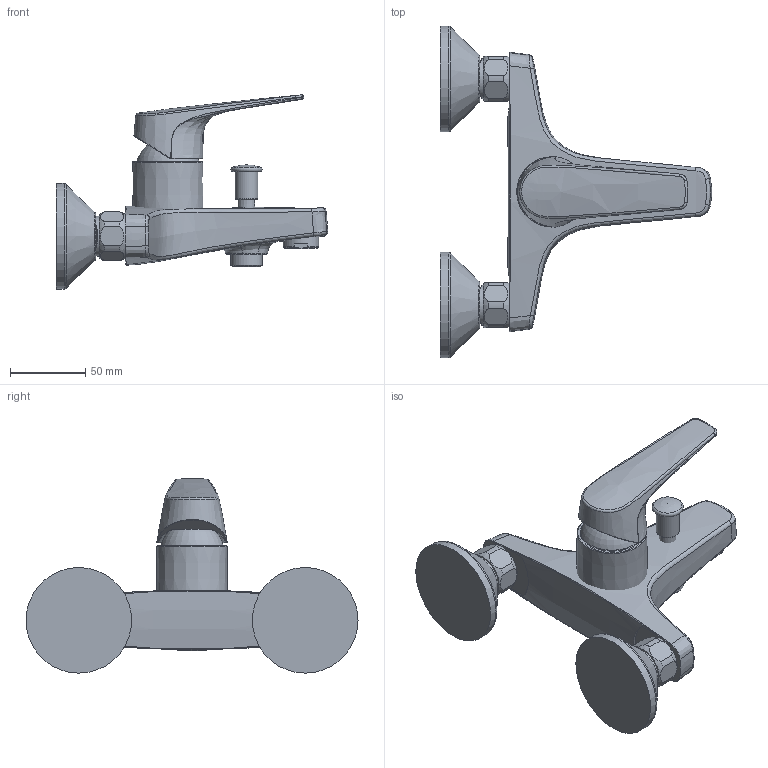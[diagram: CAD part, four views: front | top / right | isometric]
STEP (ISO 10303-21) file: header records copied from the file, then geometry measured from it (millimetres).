
FILE_DESCRIPTION(/* description */ ('Unknown'),/* implementation_level */ '2;1');
FILE_NAME(/* name */ '23601000',/* time_stamp */ '2022-09-08T11:20:05+02:00',/* author */ ('Unknown'),/* organization */ ('GROHE AG'),/* preprocessor_version */ 'ST-DEVELOPER v16.7',/* originating_system */ 'DEX',/* authorisation */ $);
FILE_SCHEMA (('AUTOMOTIVE_DESIGN {1 0 10303 214 3 1 1}'));
Length unit declared in the file: millimetre
Products named in the file (3): 23601000; id11; 50.9697.1_Standard
Assembly tree (2 placements, depth 2):
  23601000
    id11
    50.9697.1_Standard
Bounding box: 179.75 x 220 x 128.72 mm (x, y, z)
Volume: 399056.3 mm3; surface area: 83718.8 mm2
Topology: 3 solids, 17 shells, 165 faces, 623 edges, 470 vertices
Faces by surface type: bspline 65, plane 40, cylinder 28, torus 22, cone 8, sphere 2
Full cylindrical faces by diameter (mm): 6.5 x1, 6.9 x1, 15.196 x1, 16 x1, 16.5 x1, 17.5 x1, 18.196 x1, 18.5 x1, 21 x1, 23.6 x1, 26.44 x2, 70 x2
Entity records: 11562 total; most frequent: CARTESIAN_POINT 6711, ORIENTED_EDGE 867, DIRECTION 763, EDGE_CURVE 560, VERTEX_POINT 446, AXIS2_PLACEMENT_3D 304, EDGE_LOOP 206, FACE_BOUND 206
